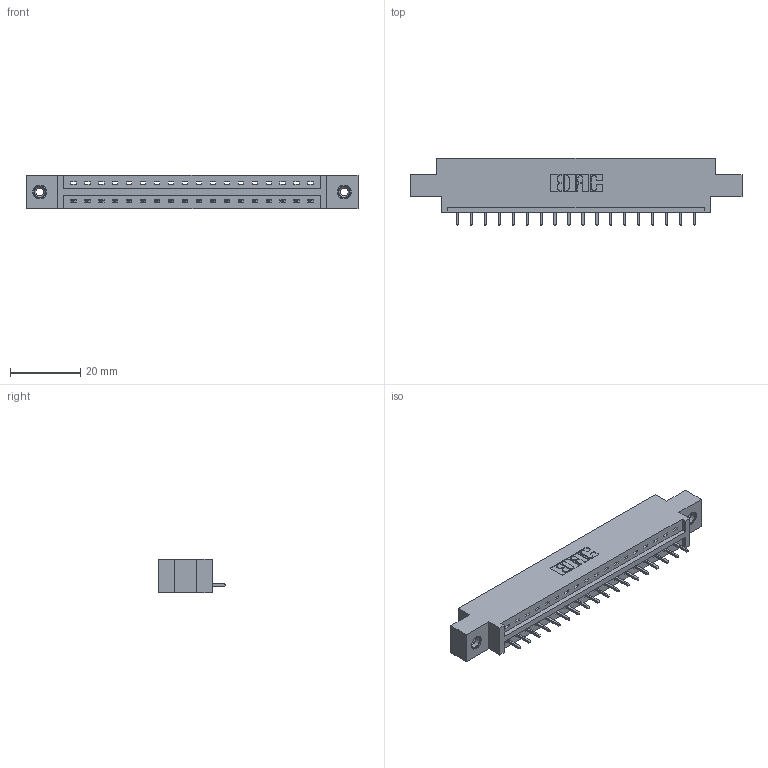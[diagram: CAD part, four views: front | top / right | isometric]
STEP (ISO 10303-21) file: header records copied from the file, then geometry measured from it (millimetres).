
FILE_DESCRIPTION (( 'STEP AP203' ), '1' );
FILE_NAME ('337-018-521-608.STEP', '2019-09-28T19:47:11', ( '' ), ( '' ), 'SwSTEP 2.0', 'SolidWorks 2016', '' );
FILE_SCHEMA (( 'CONFIG_CONTROL_DESIGN' ));
Length unit declared in the file: inch
Products named in the file (4): 345-292-001_345-293-121; 337 Part_0.170 Offset - 0.156 Dia-TI; 337-018-521-608; 345-250-001_345-250-003-102
Assembly tree (21 placements, depth 2):
  337-018-521-608
    337 Part_0.170 Offset - 0.156 Dia-TI
    345-292-001_345-293-121  x18
    345-250-001_345-250-003-102  x2
Bounding box: 94.34 x 19.06 x 9.4 mm (x, y, z)
Volume: 9329 mm3; surface area: 9416 mm2
Topology: 21 solids, 21 shells, 1294 faces, 3843 edges, 2530 vertices
Faces by surface type: plane 934, cylinder 344, cone 12, torus 4
Entity records: 17820 total; most frequent: CARTESIAN_POINT 3083, ORIENTED_EDGE 3030, DIRECTION 2677, EDGE_CURVE 1515, VECTOR 1367, LINE 1367, VERTEX_POINT 1004, AXIS2_PLACEMENT_3D 655
